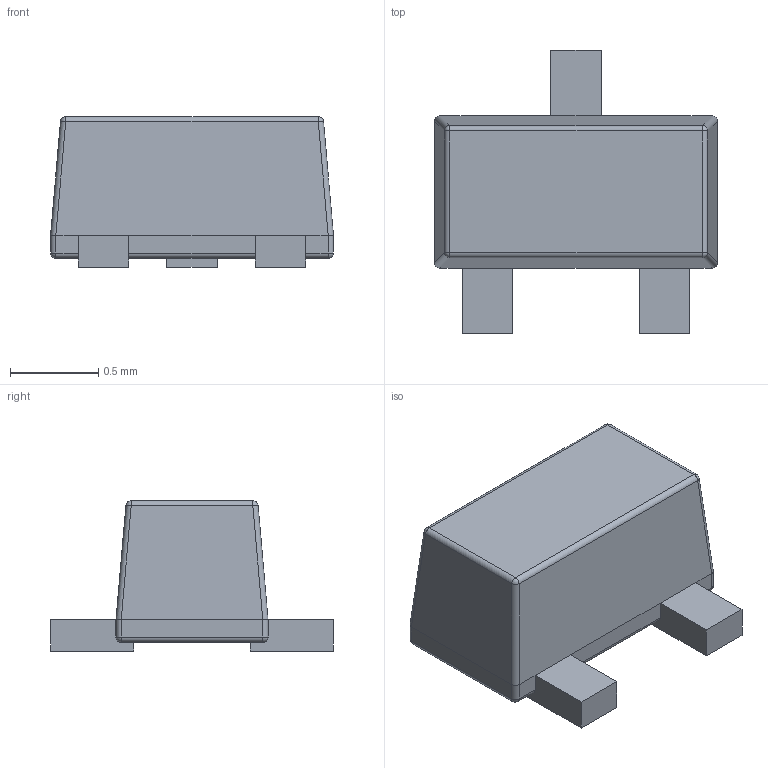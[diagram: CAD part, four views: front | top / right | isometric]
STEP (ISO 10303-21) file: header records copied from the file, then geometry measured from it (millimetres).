
FILE_DESCRIPTION(/* description */ (''),/* implementation_level */ '2;1');
FILE_NAME(/* name */ 'SC-89 SOT-490 SOT-416FL.step',/* time_stamp */ '2019-12-12T04:25:53+00:00',/* author */ (''),/* organization */ (''),/* preprocessor_version */ 'ST-DEVELOPER v18',/* originating_system */ 'Autodesk Translation Framework v8.12.0.6',/* authorisation */ '');
FILE_SCHEMA (('AUTOMOTIVE_DESIGN { 1 0 10303 214 3 1 1 }'));
Length unit declared in the file: millimetre
Products named in the file (1): SC-89,SOT-490(SOT-416FL)
Bounding box: 1.6 x 1.6 x 0.85 mm (x, y, z)
Volume: 1.1 mm3; surface area: 7.3 mm2
Topology: 1 solids, 1 shells, 58 faces, 138 edges, 82 vertices
Faces by surface type: plane 31, cylinder 19, sphere 8
Entity records: 1723 total; most frequent: DIRECTION 290, CARTESIAN_POINT 279, ORIENTED_EDGE 276, EDGE_CURVE 138, LINE 104, VECTOR 104, AXIS2_PLACEMENT_3D 93, VERTEX_POINT 82
